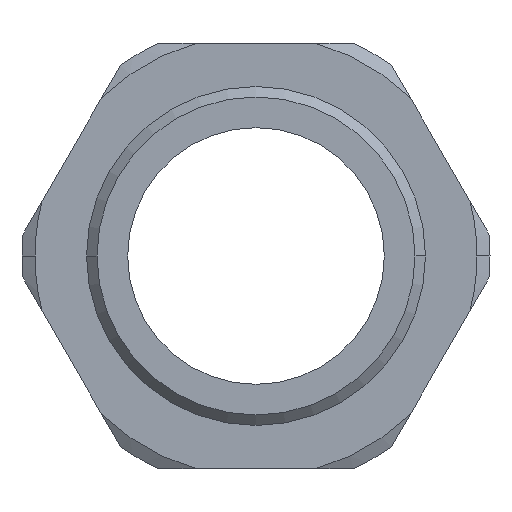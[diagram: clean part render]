
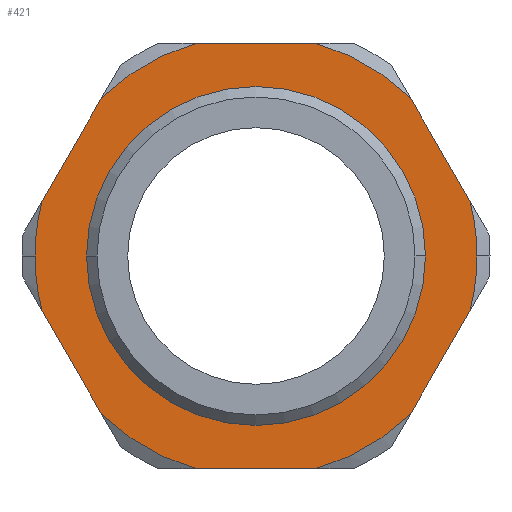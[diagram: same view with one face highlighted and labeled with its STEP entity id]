
A CAD part, left-side view. The second image highlights one B-rep face of the part: STEP entity #421.
In plain terms, the highlighted planar face has unit normal (-1, 0, 0).
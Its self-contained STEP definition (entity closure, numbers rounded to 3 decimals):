
#315 = VERTEX_POINT( '', #831 );
#327 = VERTEX_POINT( '', #843 );
#335 = VERTEX_POINT( '', #851 );
#353 = VERTEX_POINT( '', #870 );
#365 = VERTEX_POINT( '', #884 );
#367 = VERTEX_POINT( '', #886 );
#405 = VERTEX_POINT( '', #929 );
#421 = ADVANCED_FACE( '', ( #946, #947 ), #948, .T. );
#439 = EDGE_CURVE( '', #405, #613, #969, .T. );
#443 = VERTEX_POINT( '', #974 );
#447 = EDGE_CURVE( '', #557, #747, #978, .T. );
#455 = EDGE_CURVE( '', #613, #625, #986, .T. );
#459 = EDGE_CURVE( '', #669, #367, #990, .T. );
#489 = EDGE_CURVE( '', #327, #557, #1022, .T. );
#499 = EDGE_CURVE( '', #315, #335, #1032, .T. );
#511 = EDGE_CURVE( '', #365, #675, #1044, .T. );
#515 = EDGE_CURVE( '', #353, #405, #1048, .T. );
#553 = EDGE_CURVE( '', #747, #669, #1091, .T. );
#557 = VERTEX_POINT( '', #1096 );
#583 = EDGE_CURVE( '', #733, #443, #1126, .T. );
#613 = VERTEX_POINT( '', #1158 );
#625 = VERTEX_POINT( '', #1172 );
#659 = EDGE_CURVE( '', #675, #353, #1208, .T. );
#665 = EDGE_CURVE( '', #367, #667, #1214, .T. );
#667 = VERTEX_POINT( '', #1216 );
#669 = VERTEX_POINT( '', #1218 );
#675 = VERTEX_POINT( '', #1225 );
#677 = EDGE_CURVE( '', #335, #327, #1227, .T. );
#691 = EDGE_CURVE( '', #625, #315, #1244, .T. );
#729 = EDGE_CURVE( '', #667, #365, #1290, .T. );
#733 = VERTEX_POINT( '', #1295 );
#747 = VERTEX_POINT( '', #1310 );
#751 = EDGE_CURVE( '', #443, #733, #1315, .T. );
#831 = CARTESIAN_POINT( '', ( 23., 21.769, 22.294 ) );
#843 = CARTESIAN_POINT( '', ( 23., 31.16, 0. ) );
#851 = CARTESIAN_POINT( '', ( 23., 30.192, 7.706 ) );
#870 = CARTESIAN_POINT( '', ( 23., -30.192, 7.706 ) );
#884 = CARTESIAN_POINT( '', ( 23., -30.192, -7.706 ) );
#886 = CARTESIAN_POINT( '', ( 23., -8.423, -30. ) );
#929 = CARTESIAN_POINT( '', ( 23., -21.769, 22.294 ) );
#946 = FACE_OUTER_BOUND( '', #1646, .T. );
#947 = FACE_BOUND( '', #1647, .T. );
#948 = PLANE( '', #1648 );
#969 = CIRCLE( '', #1691, 31.16 );
#974 = CARTESIAN_POINT( '', ( 23., 23.902, 0. ) );
#978 = LINE( '', #1702, #1703 );
#986 = LINE( '', #1714, #1715 );
#990 = LINE( '', #1722, #1723 );
#1022 = CIRCLE( '', #1777, 31.16 );
#1032 = LINE( '', #1790, #1791 );
#1044 = CIRCLE( '', #1817, 31.16 );
#1048 = LINE( '', #1823, #1824 );
#1091 = CIRCLE( '', #1897, 31.16 );
#1096 = CARTESIAN_POINT( '', ( 23., 30.192, -7.706 ) );
#1126 = CIRCLE( '', #1941, 23.902 );
#1158 = CARTESIAN_POINT( '', ( 23., -8.423, 30. ) );
#1172 = CARTESIAN_POINT( '', ( 23., 8.423, 30. ) );
#1208 = CIRCLE( '', #2064, 31.16 );
#1214 = CIRCLE( '', #2074, 31.16 );
#1216 = CARTESIAN_POINT( '', ( 23., -21.769, -22.294 ) );
#1218 = CARTESIAN_POINT( '', ( 23., 8.423, -30. ) );
#1225 = CARTESIAN_POINT( '', ( 23., -31.16, 0. ) );
#1227 = CIRCLE( '', #2088, 31.16 );
#1244 = CIRCLE( '', #2119, 31.16 );
#1290 = LINE( '', #2195, #2196 );
#1295 = CARTESIAN_POINT( '', ( 23., -23.902, 0. ) );
#1310 = CARTESIAN_POINT( '', ( 23., 21.769, -22.294 ) );
#1315 = CIRCLE( '', #2224, 23.902 );
#1646 = EDGE_LOOP( '', ( #2428, #2429, #2430, #2431, #2432, #2433, #2434, #2435, #2436, #2437, #2438, #2439, #2440, #2441 ) );
#1647 = EDGE_LOOP( '', ( #2442, #2443 ) );
#1648 = AXIS2_PLACEMENT_3D( '', #2444, #2445, #2446 );
#1691 = AXIS2_PLACEMENT_3D( '', #2473, #2474, #2475 );
#1702 = CARTESIAN_POINT( '', ( 23., 25.092, -16.539 ) );
#1703 = VECTOR( '', #2491, 1. );
#1714 = CARTESIAN_POINT( '', ( 23., 22.426, 30. ) );
#1715 = VECTOR( '', #2493, 1. );
#1722 = CARTESIAN_POINT( '', ( 23., 5.105, -30. ) );
#1723 = VECTOR( '', #2495, 1. );
#1777 = AXIS2_PLACEMENT_3D( '', #2530, #2531, #2532 );
#1790 = CARTESIAN_POINT( '', ( 23., 33.752, 1.539 ) );
#1791 = VECTOR( '', #2539, 1. );
#1817 = AXIS2_PLACEMENT_3D( '', #2544, #2545, #2546 );
#1823 = CARTESIAN_POINT( '', ( 23., -18.209, 28.461 ) );
#1824 = VECTOR( '', #2550, 1. );
#1897 = AXIS2_PLACEMENT_3D( '', #2602, #2603, #2604 );
#1941 = AXIS2_PLACEMENT_3D( '', #2651, #2652, #2653 );
#2064 = AXIS2_PLACEMENT_3D( '', #2732, #2733, #2734 );
#2074 = AXIS2_PLACEMENT_3D( '', #2739, #2740, #2741 );
#2088 = AXIS2_PLACEMENT_3D( '', #2750, #2751, #2752 );
#2119 = AXIS2_PLACEMENT_3D( '', #2777, #2778, #2779 );
#2195 = CARTESIAN_POINT( '', ( 23., -26.87, -13.461 ) );
#2196 = VECTOR( '', #2857, 1. );
#2224 = AXIS2_PLACEMENT_3D( '', #2888, #2889, #2890 );
#2428 = ORIENTED_EDGE( '', *, *, #455, .T. );
#2429 = ORIENTED_EDGE( '', *, *, #691, .T. );
#2430 = ORIENTED_EDGE( '', *, *, #499, .T. );
#2431 = ORIENTED_EDGE( '', *, *, #677, .T. );
#2432 = ORIENTED_EDGE( '', *, *, #489, .T. );
#2433 = ORIENTED_EDGE( '', *, *, #447, .T. );
#2434 = ORIENTED_EDGE( '', *, *, #553, .T. );
#2435 = ORIENTED_EDGE( '', *, *, #459, .T. );
#2436 = ORIENTED_EDGE( '', *, *, #665, .T. );
#2437 = ORIENTED_EDGE( '', *, *, #729, .T. );
#2438 = ORIENTED_EDGE( '', *, *, #511, .T. );
#2439 = ORIENTED_EDGE( '', *, *, #659, .T. );
#2440 = ORIENTED_EDGE( '', *, *, #515, .T. );
#2441 = ORIENTED_EDGE( '', *, *, #439, .T. );
#2442 = ORIENTED_EDGE( '', *, *, #751, .F. );
#2443 = ORIENTED_EDGE( '', *, *, #583, .F. );
#2444 = CARTESIAN_POINT( '', ( 23., 27.531, 0. ) );
#2445 = DIRECTION( '', ( -1., 0., 0. ) );
#2446 = DIRECTION( '', ( 0., 1., 0. ) );
#2473 = CARTESIAN_POINT( '', ( 23., 0., 0. ) );
#2474 = DIRECTION( '', ( -1., 0., 0. ) );
#2475 = DIRECTION( '', ( 0., 1., 0. ) );
#2491 = DIRECTION( '', ( 0., -0.5, -0.866 ) );
#2493 = DIRECTION( '', ( 0., 1., 0. ) );
#2495 = DIRECTION( '', ( 0., -1., 0. ) );
#2530 = CARTESIAN_POINT( '', ( 23., 0., 0. ) );
#2531 = DIRECTION( '', ( -1., 0., 0. ) );
#2532 = DIRECTION( '', ( 0., 1., 0. ) );
#2539 = DIRECTION( '', ( 0., 0.5, -0.866 ) );
#2544 = CARTESIAN_POINT( '', ( 23., 0., 0. ) );
#2545 = DIRECTION( '', ( -1., 0., 0. ) );
#2546 = DIRECTION( '', ( 0., 1., 0. ) );
#2550 = DIRECTION( '', ( 0., 0.5, 0.866 ) );
#2602 = CARTESIAN_POINT( '', ( 23., 0., 0. ) );
#2603 = DIRECTION( '', ( -1., 0., 0. ) );
#2604 = DIRECTION( '', ( 0., 1., 0. ) );
#2651 = CARTESIAN_POINT( '', ( 23., 0., 0. ) );
#2652 = DIRECTION( '', ( -1., 0., 0. ) );
#2653 = DIRECTION( '', ( 0., 1., 0. ) );
#2732 = CARTESIAN_POINT( '', ( 23., 0., 0. ) );
#2733 = DIRECTION( '', ( -1., 0., 0. ) );
#2734 = DIRECTION( '', ( 0., 1., 0. ) );
#2739 = CARTESIAN_POINT( '', ( 23., 0., 0. ) );
#2740 = DIRECTION( '', ( -1., 0., 0. ) );
#2741 = DIRECTION( '', ( 0., 1., 0. ) );
#2750 = CARTESIAN_POINT( '', ( 23., 0., 0. ) );
#2751 = DIRECTION( '', ( -1., 0., 0. ) );
#2752 = DIRECTION( '', ( 0., 1., 0. ) );
#2777 = CARTESIAN_POINT( '', ( 23., 0., 0. ) );
#2778 = DIRECTION( '', ( -1., 0., 0. ) );
#2779 = DIRECTION( '', ( 0., 1., 0. ) );
#2857 = DIRECTION( '', ( 0., -0.5, 0.866 ) );
#2888 = CARTESIAN_POINT( '', ( 23., 0., 0. ) );
#2889 = DIRECTION( '', ( -1., 0., 0. ) );
#2890 = DIRECTION( '', ( 0., 1., 0. ) );
